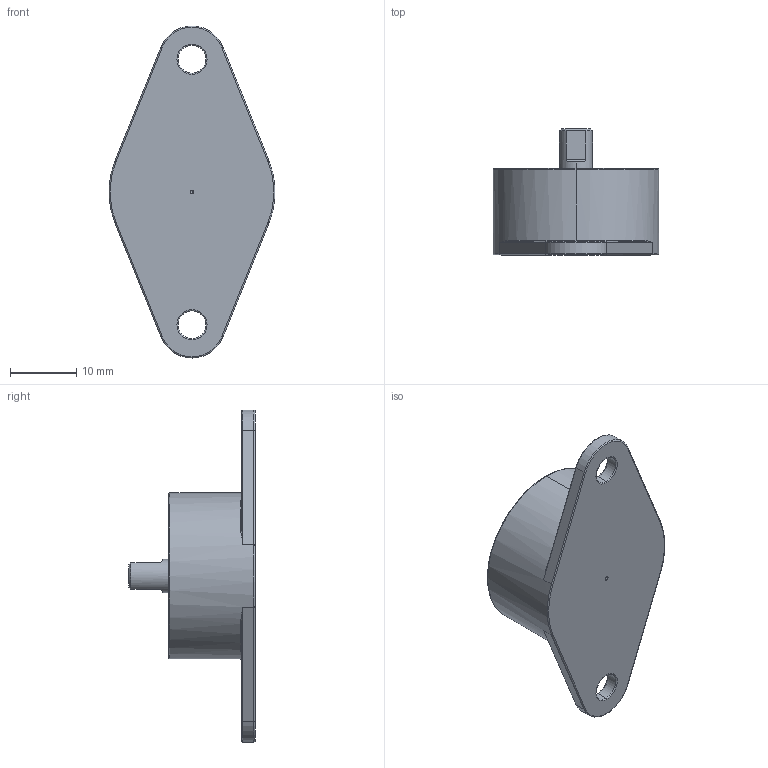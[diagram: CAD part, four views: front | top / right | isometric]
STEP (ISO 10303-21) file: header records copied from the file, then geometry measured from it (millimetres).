
FILE_DESCRIPTION (( 'STEP AP214' ), '1' );
FILE_NAME ('6597K19_Rotary Speed Limiter.STEP', '2024-06-21T05:48:30', ( '' ), ( '' ), 'SwSTEP 2.0', 'SolidWorks 2024', '' );
FILE_SCHEMA (( 'AUTOMOTIVE_DESIGN' ));
Length unit declared in the file: millimetre
Products named in the file (1): 6597K19_Rotary Speed Limiter
Bounding box: 25 x 19 x 50 mm (x, y, z)
Volume: 7025.6 mm3; surface area: 6483.5 mm2
Topology: 2 solids, 2 shells, 110 faces, 239 edges, 138 vertices
Faces by surface type: torus 41, cylinder 35, plane 24, cone 4, bspline 4, sphere 2
Entity records: 3157 total; most frequent: CARTESIAN_POINT 660, DIRECTION 591, ORIENTED_EDGE 470, AXIS2_PLACEMENT_3D 265, EDGE_CURVE 235, CIRCLE 158, VERTEX_POINT 138, EDGE_LOOP 123
